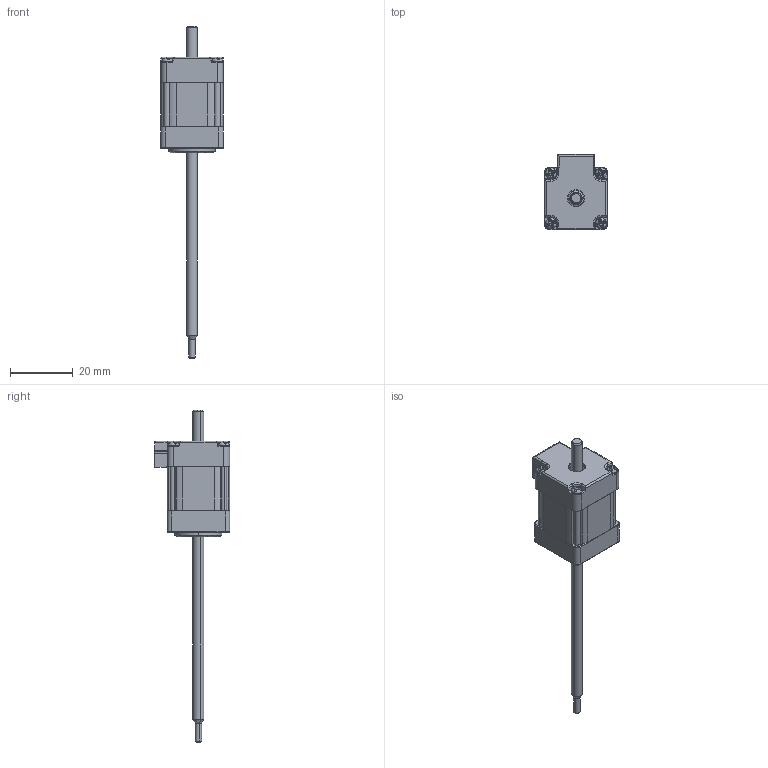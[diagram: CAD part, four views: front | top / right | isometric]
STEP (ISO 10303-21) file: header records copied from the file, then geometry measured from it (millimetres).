
FILE_DESCRIPTION (( 'STEP AP203' ), '1' );
FILE_NAME ('LN081S-E03024-100-S-050.STEP', '2019-01-23T02:44:52', ( 'Sky123.Org' ), ( 'Sky123.Org' ), 'SwSTEP 2.0', 'SolidWorks 2014', '' );
FILE_SCHEMA (( 'CONFIG_CONTROL_DESIGN' ));
Length unit declared in the file: millimetre
Products named in the file (1): LN081S-E03024-100-S-050
Bounding box: 20 x 24.1 x 106 mm (x, y, z)
Surface area: 6313.7 mm2 (no closed solid volume)
Topology: 0 solids, 32 shells, 304 faces, 1155 edges, 857 vertices
Faces by surface type: plane 160, cylinder 96, cone 30, torus 18
Entity records: 12460 total; most frequent: CARTESIAN_POINT 2707, DIRECTION 2054, ORIENTED_EDGE 1800, EDGE_CURVE 1155, VERTEX_POINT 857, VECTOR 702, LINE 702, AXIS2_PLACEMENT_3D 676
